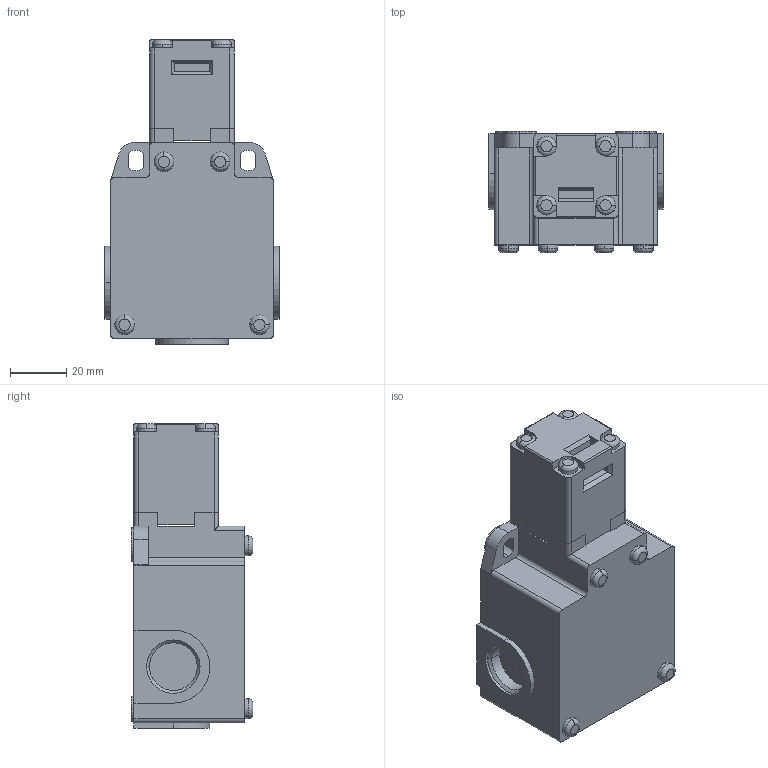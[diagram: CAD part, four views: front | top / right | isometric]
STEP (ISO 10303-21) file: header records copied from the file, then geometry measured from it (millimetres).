
FILE_DESCRIPTION (( 'STEP AP214' ), '1' );
FILE_NAME ('SCM2K40X11.step', '2017-12-19T21:42:06', ( '' ), ( '' ), 'SwSTEP 2.0', 'SolidWorks 2017', '' );
FILE_SCHEMA (( 'AUTOMOTIVE_DESIGN' ));
Length unit declared in the file: inch
Products named in the file (1): SCM2K40X11
Bounding box: 62 x 43.3 x 108.5 mm (x, y, z)
Volume: 177689.8 mm3; surface area: 28084.1 mm2
Topology: 2 solids, 2 shells, 206 faces, 544 edges, 353 vertices
Faces by surface type: plane 106, cylinder 78, torus 10, bspline 6, cone 6
Entity records: 6760 total; most frequent: CARTESIAN_POINT 1466, DIRECTION 1127, ORIENTED_EDGE 1088, EDGE_CURVE 544, AXIS2_PLACEMENT_3D 392, VERTEX_POINT 353, VECTOR 343, LINE 343
